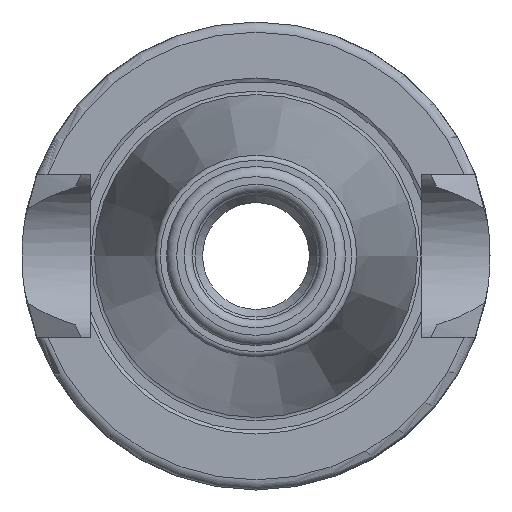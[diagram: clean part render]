
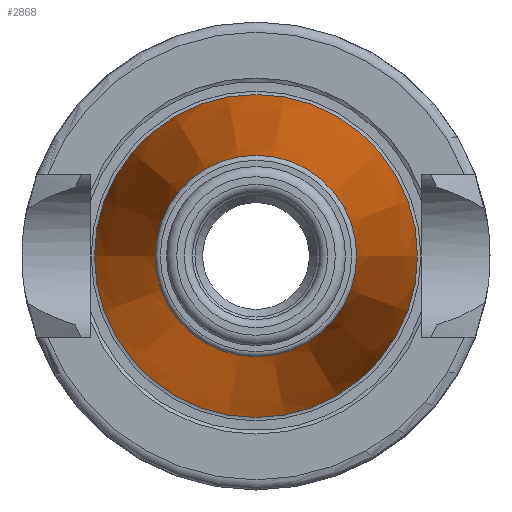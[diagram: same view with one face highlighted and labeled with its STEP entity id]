
A CAD part, left-side view. The second image highlights one B-rep face of the part: STEP entity #2868.
In plain terms, the highlighted conical face has half-angle 8.297 degrees and reference radius 12.887 mm.
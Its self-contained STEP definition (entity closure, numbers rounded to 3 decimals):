
#2834=CARTESIAN_POINT('',(-40.972,9.9,0.0));
#2835=VERTEX_POINT('',#2834);
#2836=CARTESIAN_POINT('',(-40.972,0.0,0.0));
#2837=DIRECTION('',(1.0,0.0,0.0));
#2838=DIRECTION('',(0.0,1.0,0.0));
#2839=AXIS2_PLACEMENT_3D('',#2836,#2837,#2838);
#2840=CIRCLE('',#2839,9.9);
#2841=EDGE_CURVE('',#2835,#2835,#2840,.T.);
#2849=CARTESIAN_POINT('',(-20.486,0.0,0.0));
#2850=DIRECTION('',(1.0,0.0,0.0));
#2851=DIRECTION('',(0.0,1.0,0.0));
#2852=AXIS2_PLACEMENT_3D('',#2849,#2850,#2851);
#2853=CONICAL_SURFACE('',#2852,12.887,8.297);
#2854=CARTESIAN_POINT('',(0.0,15.875,0.0));
#2855=VERTEX_POINT('',#2854);
#2856=CARTESIAN_POINT('',(0.0,0.0,0.0));
#2857=DIRECTION('',(1.0,0.0,0.0));
#2858=DIRECTION('',(0.0,1.0,0.0));
#2859=AXIS2_PLACEMENT_3D('',#2856,#2857,#2858);
#2860=CIRCLE('',#2859,15.875);
#2861=EDGE_CURVE('',#2855,#2855,#2860,.T.);
#2862=ORIENTED_EDGE('',*,*,#2861,.F.);
#2863=EDGE_LOOP('',(#2862));
#2864=FACE_OUTER_BOUND('',#2863,.T.);
#2865=ORIENTED_EDGE('',*,*,#2841,.T.);
#2866=EDGE_LOOP('',(#2865));
#2867=FACE_BOUND('',#2866,.T.);
#2868=ADVANCED_FACE('',(#2864,#2867),#2853,.T.);
